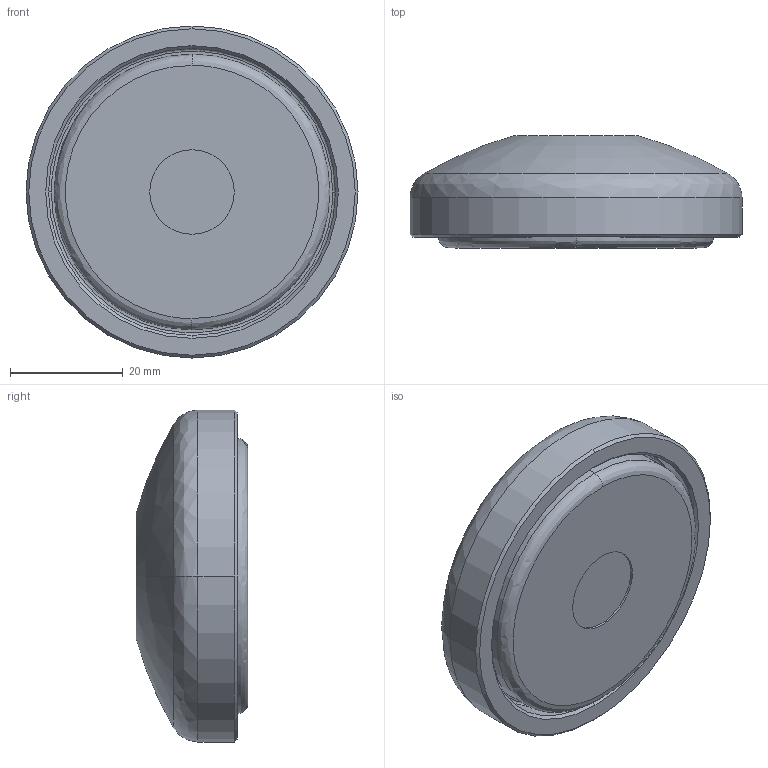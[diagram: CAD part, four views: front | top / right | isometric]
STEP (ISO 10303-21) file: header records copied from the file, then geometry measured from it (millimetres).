
FILE_DESCRIPTION (( 'STEP AP214' ), '1' );
FILE_NAME ('098a060eg.STEP', '2014-08-25T06:40:46', ( '' ), ( '' ), 'SwSTEP 2.0', 'SolidWorks 2014', '' );
FILE_SCHEMA (( 'AUTOMOTIVE_DESIGN' ));
Length unit declared in the file: millimetre
Products named in the file (1): 098a060eg
Bounding box: 59 x 19.9 x 59 mm (x, y, z)
Volume: 36925.8 mm3; surface area: 14226.1 mm2
Topology: 2 solids, 2 shells, 50 faces, 102 edges, 60 vertices
Faces by surface type: bspline 21, cylinder 12, cone 10, plane 7
Entity records: 2962 total; most frequent: CARTESIAN_POINT 1368, DIRECTION 218, ORIENTED_EDGE 204, EDGE_CURVE 102, AXIS2_PLACEMENT_3D 98, CIRCLE 68, VERTEX_POINT 60, EDGE_LOOP 56
